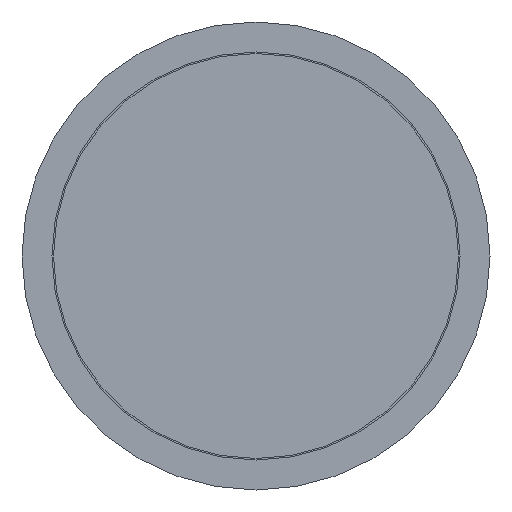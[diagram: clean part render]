
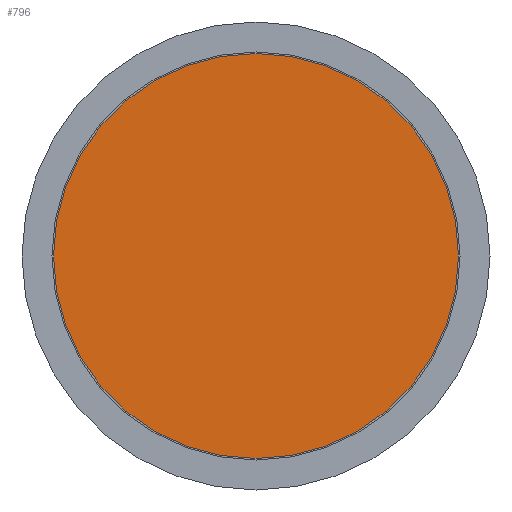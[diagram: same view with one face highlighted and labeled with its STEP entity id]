
A CAD part, front view. The second image highlights one B-rep face of the part: STEP entity #796.
In plain terms, the highlighted planar face has unit normal (0, -1, 0).
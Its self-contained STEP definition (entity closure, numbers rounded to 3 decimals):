
#89 = DIRECTION ( 'NONE',  ( 0., 1., 0. ) ) ;
#152 = EDGE_LOOP ( 'NONE', ( #503 ) ) ;
#205 = DIRECTION ( 'NONE',  ( 0., 0., -1. ) ) ;
#306 = EDGE_CURVE ( 'NONE', #501, #501, #332, .T. ) ;
#332 = CIRCLE ( 'NONE', #447, 33.75 ) ;
#447 = AXIS2_PLACEMENT_3D ( 'NONE', #890, #576, #205 ) ;
#452 = FACE_OUTER_BOUND ( 'NONE', #152, .T. ) ;
#501 = VERTEX_POINT ( 'NONE', #581 ) ;
#503 = ORIENTED_EDGE ( 'NONE', *, *, #306, .T. ) ;
#576 = DIRECTION ( 'NONE',  ( 0., -1., 0. ) ) ;
#581 = CARTESIAN_POINT ( 'NONE',  ( 0., 0., -33.75 ) ) ;
#613 = AXIS2_PLACEMENT_3D ( 'NONE', #695, #89, #843 ) ;
#695 = CARTESIAN_POINT ( 'NONE',  ( -33.75, 0., 0. ) ) ;
#769 = PLANE ( 'NONE',  #613 ) ;
#796 = ADVANCED_FACE ( 'NONE', ( #452 ), #769, .F. ) ;
#843 = DIRECTION ( 'NONE',  ( 0., 0., 1. ) ) ;
#890 = CARTESIAN_POINT ( 'NONE',  ( 0., 0., 0. ) ) ;
